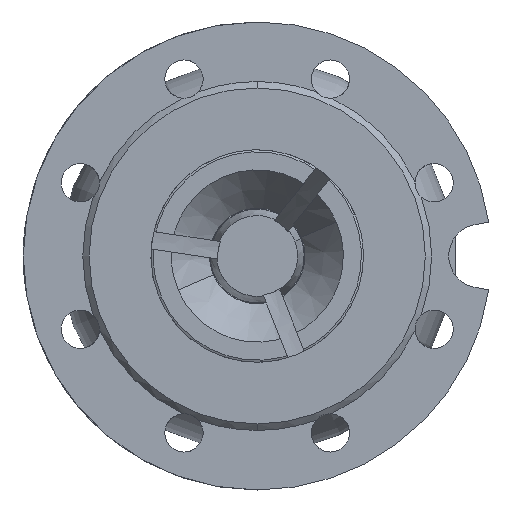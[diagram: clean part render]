
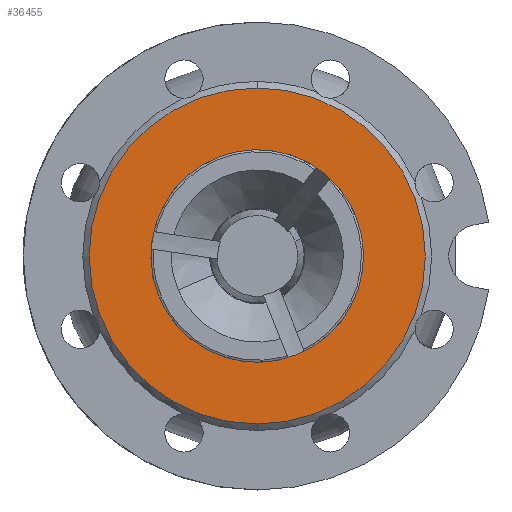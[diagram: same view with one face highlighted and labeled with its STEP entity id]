
A CAD part, left-side view. The second image highlights one B-rep face of the part: STEP entity #36455.
In plain terms, the highlighted planar face has unit normal (-1, 0, 0).
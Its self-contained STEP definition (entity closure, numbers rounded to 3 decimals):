
#4871 = DIRECTION ( 'NONE',  ( 0., -0.931, 0.366 ) ) ;
#4872 = DIRECTION ( 'NONE',  ( -1., 0., 0. ) ) ;
#4873 = CARTESIAN_POINT ( 'NONE',  ( -85., 0., 0. ) ) ;
#4874 = AXIS2_PLACEMENT_3D ( 'NONE', #4873, #4872, #4871 ) ;
#4875 = CIRCLE ( 'NONE', #4874, 50. ) ;
#4901 = CARTESIAN_POINT ( 'NONE',  ( -85., -46.526, 18.311 ) ) ;
#4902 = CARTESIAN_POINT ( 'NONE',  ( -85., 46.526, -18.311 ) ) ;
#10024 = DIRECTION ( 'NONE',  ( 0., -0.931, 0.366 ) ) ;
#10025 = DIRECTION ( 'NONE',  ( 1., 0., 0. ) ) ;
#10026 = CARTESIAN_POINT ( 'NONE',  ( -85., -29.919, -76.021 ) ) ;
#10027 = AXIS2_PLACEMENT_3D ( 'NONE', #10026, #10025, #10024 ) ;
#10028 = PLANE ( 'NONE',  #10027 ) ;
#10029 = FACE_OUTER_BOUND ( 'NONE', #36521, .T. ) ;
#10030 = FACE_BOUND ( 'NONE', #36461, .T. ) ;
#10048 = DIRECTION ( 'NONE',  ( 0., -0.931, 0.366 ) ) ;
#10049 = DIRECTION ( 'NONE',  ( -1., 0., 0. ) ) ;
#10050 = CARTESIAN_POINT ( 'NONE',  ( -85., 0., 0. ) ) ;
#10051 = AXIS2_PLACEMENT_3D ( 'NONE', #10050, #10049, #10048 ) ;
#10055 = CIRCLE ( 'NONE', #10051, 50. ) ;
#11009 = DIRECTION ( 'NONE',  ( 0., 0., 1. ) ) ;
#11010 = DIRECTION ( 'NONE',  ( 1., 0., 0. ) ) ;
#11011 = AXIS2_PLACEMENT_3D ( 'NONE', #11017, #11010, #11009 ) ;
#11012 = CIRCLE ( 'NONE', #11011, 79. ) ;
#11017 = CARTESIAN_POINT ( 'NONE',  ( -85., 0., 0. ) ) ;
#28408 = EDGE_CURVE ( 'NONE', #41178, #41181, #11012, .T. ) ;
#34483 = CARTESIAN_POINT ( 'NONE',  ( -85., 0., 79. ) ) ;
#34488 = CARTESIAN_POINT ( 'NONE',  ( -85., 0., -79. ) ) ;
#34709 = DIRECTION ( 'NONE',  ( 0., 0., 1. ) ) ;
#34710 = DIRECTION ( 'NONE',  ( 1., 0., 0. ) ) ;
#34711 = CARTESIAN_POINT ( 'NONE',  ( -85., 0., 0. ) ) ;
#34712 = AXIS2_PLACEMENT_3D ( 'NONE', #34711, #34710, #34709 ) ;
#34713 = CIRCLE ( 'NONE', #34712, 79. ) ;
#35529 = EDGE_CURVE ( 'NONE', #35541, #35540, #4875, .T. ) ;
#35540 = VERTEX_POINT ( 'NONE', #4902 ) ;
#35541 = VERTEX_POINT ( 'NONE', #4901 ) ;
#36455 = ADVANCED_FACE ( 'NONE', ( #10030, #10029 ), #10028, .F. ) ;
#36461 = EDGE_LOOP ( 'NONE', ( #36519, #36477 ) ) ;
#36477 = ORIENTED_EDGE ( 'NONE', *, *, #35529, .F. ) ;
#36507 = EDGE_CURVE ( 'NONE', #35540, #35541, #10055, .T. ) ;
#36516 = ORIENTED_EDGE ( 'NONE', *, *, #28408, .F. ) ;
#36518 = ORIENTED_EDGE ( 'NONE', *, *, #41257, .F. ) ;
#36519 = ORIENTED_EDGE ( 'NONE', *, *, #36507, .F. ) ;
#36521 = EDGE_LOOP ( 'NONE', ( #36518, #36516 ) ) ;
#41178 = VERTEX_POINT ( 'NONE', #34488 ) ;
#41181 = VERTEX_POINT ( 'NONE', #34483 ) ;
#41257 = EDGE_CURVE ( 'NONE', #41181, #41178, #34713, .T. ) ;
